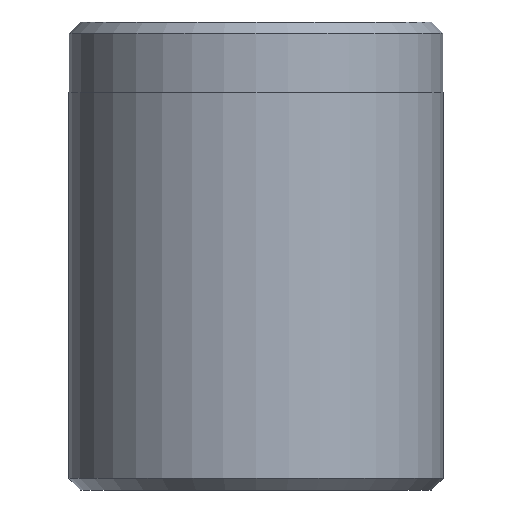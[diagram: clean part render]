
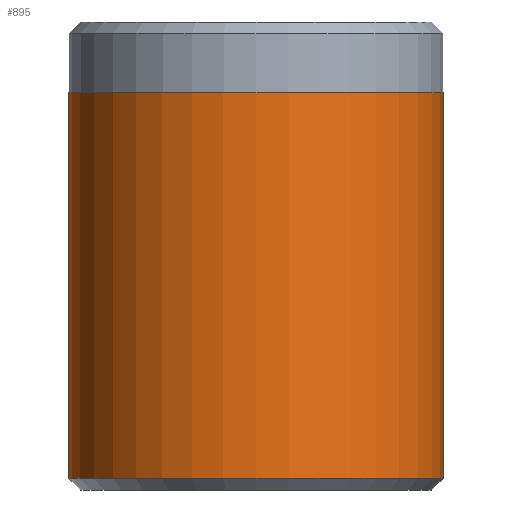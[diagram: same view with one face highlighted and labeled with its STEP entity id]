
A CAD part, front view. The second image highlights one B-rep face of the part: STEP entity #895.
In plain terms, the highlighted cylindrical face has radius 8 mm (diameter 16 mm), a partial arc.
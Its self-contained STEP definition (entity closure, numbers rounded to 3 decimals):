
#99 = CARTESIAN_POINT ( 'NONE',  ( 0., 0., 0.5 ) ) ;
#115 = ORIENTED_EDGE ( 'NONE', *, *, #788, .F. ) ;
#166 = AXIS2_PLACEMENT_3D ( 'NONE', #1111, #694, #1139 ) ;
#249 = DIRECTION ( 'NONE',  ( 1., 0., 0. ) ) ;
#253 = VERTEX_POINT ( 'NONE', #682 ) ;
#379 = CARTESIAN_POINT ( 'NONE',  ( -8., 0., 17. ) ) ;
#454 = DIRECTION ( 'NONE',  ( 0., 0., -1. ) ) ;
#540 = EDGE_CURVE ( 'NONE', #1235, #978, #1595, .T. ) ;
#586 = VERTEX_POINT ( 'NONE', #763 ) ;
#603 = CARTESIAN_POINT ( 'NONE',  ( -8., 0., 20. ) ) ;
#682 = CARTESIAN_POINT ( 'NONE',  ( 8., 0., 0.5 ) ) ;
#694 = DIRECTION ( 'NONE',  ( 0., 0., -1. ) ) ;
#715 = CIRCLE ( 'NONE', #1415, 8. ) ;
#720 = VECTOR ( 'NONE', #1567, 1000. ) ;
#743 = EDGE_CURVE ( 'NONE', #586, #253, #1514, .T. ) ;
#762 = ORIENTED_EDGE ( 'NONE', *, *, #743, .F. ) ;
#763 = CARTESIAN_POINT ( 'NONE',  ( 8., 0., 17. ) ) ;
#783 = VECTOR ( 'NONE', #454, 1000. ) ;
#788 = EDGE_CURVE ( 'NONE', #1235, #586, #715, .T. ) ;
#806 = CARTESIAN_POINT ( 'NONE',  ( 8., 0., 20. ) ) ;
#827 = DIRECTION ( 'NONE',  ( 0., 0., 1. ) ) ;
#895 = ADVANCED_FACE ( 'NONE', ( #1061 ), #1019, .T. ) ;
#978 = VERTEX_POINT ( 'NONE', #1028 ) ;
#1019 = CYLINDRICAL_SURFACE ( 'NONE', #166, 8. ) ;
#1028 = CARTESIAN_POINT ( 'NONE',  ( -8., 0., 0.5 ) ) ;
#1061 = FACE_OUTER_BOUND ( 'NONE', #1577, .T. ) ;
#1111 = CARTESIAN_POINT ( 'NONE',  ( 0., 0., 20. ) ) ;
#1139 = DIRECTION ( 'NONE',  ( -1., 0., 0. ) ) ;
#1152 = DIRECTION ( 'NONE',  ( 0., 0., 1. ) ) ;
#1218 = ORIENTED_EDGE ( 'NONE', *, *, #1299, .T. ) ;
#1231 = AXIS2_PLACEMENT_3D ( 'NONE', #99, #1152, #249 ) ;
#1235 = VERTEX_POINT ( 'NONE', #379 ) ;
#1299 = EDGE_CURVE ( 'NONE', #978, #253, #1626, .T. ) ;
#1389 = ORIENTED_EDGE ( 'NONE', *, *, #540, .T. ) ;
#1415 = AXIS2_PLACEMENT_3D ( 'NONE', #1729, #827, #1843 ) ;
#1514 = LINE ( 'NONE', #806, #720 ) ;
#1567 = DIRECTION ( 'NONE',  ( 0., 0., -1. ) ) ;
#1577 = EDGE_LOOP ( 'NONE', ( #762, #115, #1389, #1218 ) ) ;
#1595 = LINE ( 'NONE', #603, #783 ) ;
#1626 = CIRCLE ( 'NONE', #1231, 8. ) ;
#1729 = CARTESIAN_POINT ( 'NONE',  ( 0., 0., 17. ) ) ;
#1843 = DIRECTION ( 'NONE',  ( 1., 0., 0. ) ) ;
